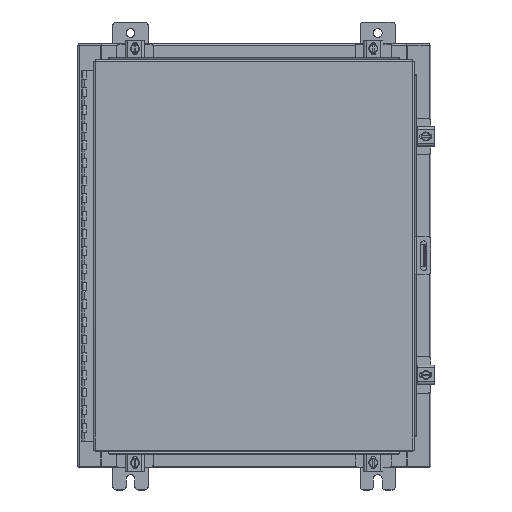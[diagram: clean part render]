
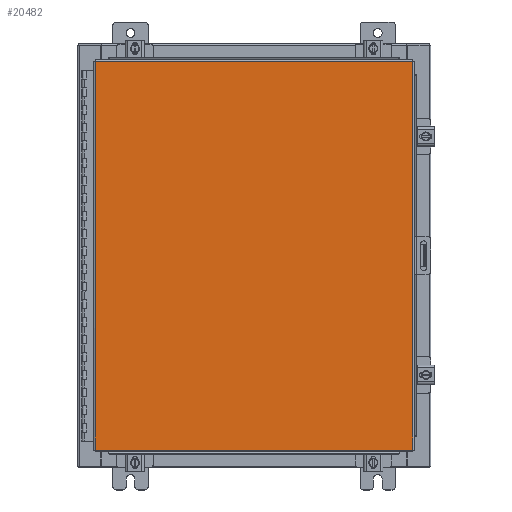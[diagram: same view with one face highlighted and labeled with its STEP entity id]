
A CAD part, top view. The second image highlights one B-rep face of the part: STEP entity #20482.
In plain terms, the highlighted planar face has unit normal (0, 0, 1).
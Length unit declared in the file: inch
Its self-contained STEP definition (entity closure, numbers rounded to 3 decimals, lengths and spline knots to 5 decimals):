
#177 = DIRECTION ( 'NONE',  ( 0., -1., 0. ) ) ;
#370 = VERTEX_POINT ( 'NONE', #14181 ) ;
#502 = VERTEX_POINT ( 'NONE', #29677 ) ;
#1436 = DIRECTION ( 'NONE',  ( -1., 0., 0. ) ) ;
#2663 = VECTOR ( 'NONE', #14730, 39.37008 ) ;
#4278 = LINE ( 'NONE', #7858, #22655 ) ;
#5316 = CARTESIAN_POINT ( 'NONE',  ( -8.9903, -11.0063, 0. ) ) ;
#6761 = ORIENTED_EDGE ( 'NONE', *, *, #21307, .T. ) ;
#7858 = CARTESIAN_POINT ( 'NONE',  ( 8.9903, -11.0063, 0. ) ) ;
#8741 = PLANE ( 'NONE',  #12720 ) ;
#9037 = EDGE_LOOP ( 'NONE', ( #12773, #15255, #17715, #6761 ) ) ;
#10079 = LINE ( 'NONE', #22162, #2663 ) ;
#12720 = AXIS2_PLACEMENT_3D ( 'NONE', #26391, #16414, #1436 ) ;
#12773 = ORIENTED_EDGE ( 'NONE', *, *, #26036, .T. ) ;
#14181 = CARTESIAN_POINT ( 'NONE',  ( 8.9903, 11.0063, 0. ) ) ;
#14730 = DIRECTION ( 'NONE',  ( -1., 0., 0. ) ) ;
#15170 = CARTESIAN_POINT ( 'NONE',  ( -8.9903, 11.0063, 0. ) ) ;
#15255 = ORIENTED_EDGE ( 'NONE', *, *, #18759, .T. ) ;
#16414 = DIRECTION ( 'NONE',  ( 0., 0., -1. ) ) ;
#16843 = CARTESIAN_POINT ( 'NONE',  ( 8.9903, -11.0063, 0. ) ) ;
#17460 = VECTOR ( 'NONE', #177, 39.37008 ) ;
#17715 = ORIENTED_EDGE ( 'NONE', *, *, #29083, .T. ) ;
#17824 = DIRECTION ( 'NONE',  ( 0., 1., 0. ) ) ;
#18759 = EDGE_CURVE ( 'NONE', #23008, #370, #4278, .T. ) ;
#20482 = ADVANCED_FACE ( 'NONE', ( #21005 ), #8741, .F. ) ;
#21005 = FACE_OUTER_BOUND ( 'NONE', #9037, .T. ) ;
#21307 = EDGE_CURVE ( 'NONE', #24138, #502, #24091, .T. ) ;
#21664 = CARTESIAN_POINT ( 'NONE',  ( -8.9903, 11.0063, 0. ) ) ;
#21704 = VECTOR ( 'NONE', #22806, 39.37008 ) ;
#22162 = CARTESIAN_POINT ( 'NONE',  ( 8.9903, 11.0063, 0. ) ) ;
#22655 = VECTOR ( 'NONE', #17824, 39.37008 ) ;
#22806 = DIRECTION ( 'NONE',  ( 1., 0., 0. ) ) ;
#23008 = VERTEX_POINT ( 'NONE', #16843 ) ;
#24091 = LINE ( 'NONE', #15170, #17460 ) ;
#24138 = VERTEX_POINT ( 'NONE', #21664 ) ;
#26036 = EDGE_CURVE ( 'NONE', #502, #23008, #29195, .T. ) ;
#26391 = CARTESIAN_POINT ( 'NONE',  ( 0., 0., 0. ) ) ;
#29083 = EDGE_CURVE ( 'NONE', #370, #24138, #10079, .T. ) ;
#29195 = LINE ( 'NONE', #5316, #21704 ) ;
#29677 = CARTESIAN_POINT ( 'NONE',  ( -8.9903, -11.0063, 0. ) ) ;
